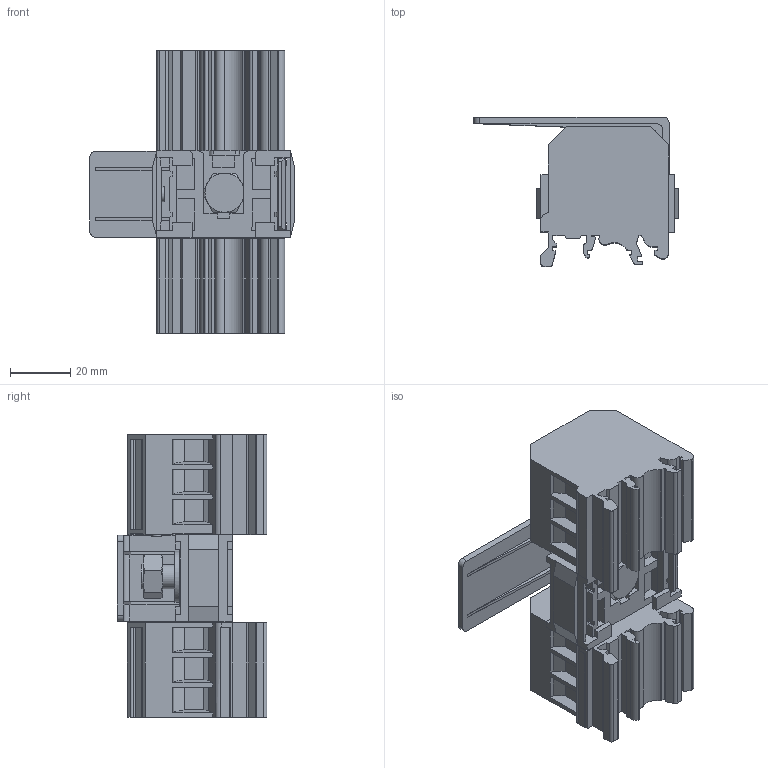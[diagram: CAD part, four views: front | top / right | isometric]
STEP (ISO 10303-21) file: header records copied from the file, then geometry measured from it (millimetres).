
FILE_DESCRIPTION(/* description */ ('Unknown'),/* implementation_level */ '2;1');
FILE_NAME(/* name */ 'DBK1X6_3D_SOLID',/* time_stamp */ '2025-03-22T12:10:27+06:00',/* author */ ('Unknown'),/* organization */ ('Unknown'),/* preprocessor_version */ 'ST-DEVELOPER v16.7',/* originating_system */ 'Solid Edge',/* authorisation */ 'Unknown');
FILE_SCHEMA (('AUTOMOTIVE_DESIGN {1 0 10303 214 3 1 1}'));
Length unit declared in the file: millimetre
Products named in the file (1): DBK1X6_3D_SOLID
Bounding box: 68 x 49.7 x 94.05 mm (x, y, z)
Volume: 118496.2 mm3; surface area: 41430.3 mm2
Topology: 2 solids, 16 shells, 1030 faces, 2824 edges, 1866 vertices
Faces by surface type: plane 811, cylinder 157, cone 34, torus 26, bspline 2
Full cylindrical faces by diameter (mm): 3.4 x2, 5 x2, 5.25 x1, 6.25 x1, 6.5 x12, 8 x2, 8.5 x1, 9 x1, 17 x1
Entity records: 39146 total; most frequent: CARTESIAN_POINT 6057, ORIENTED_EDGE 5492, DIRECTION 5086, EDGE_CURVE 2746, LINE 2170, VECTOR 2170, VERTEX_POINT 1831, AXIS2_PLACEMENT_3D 1458
